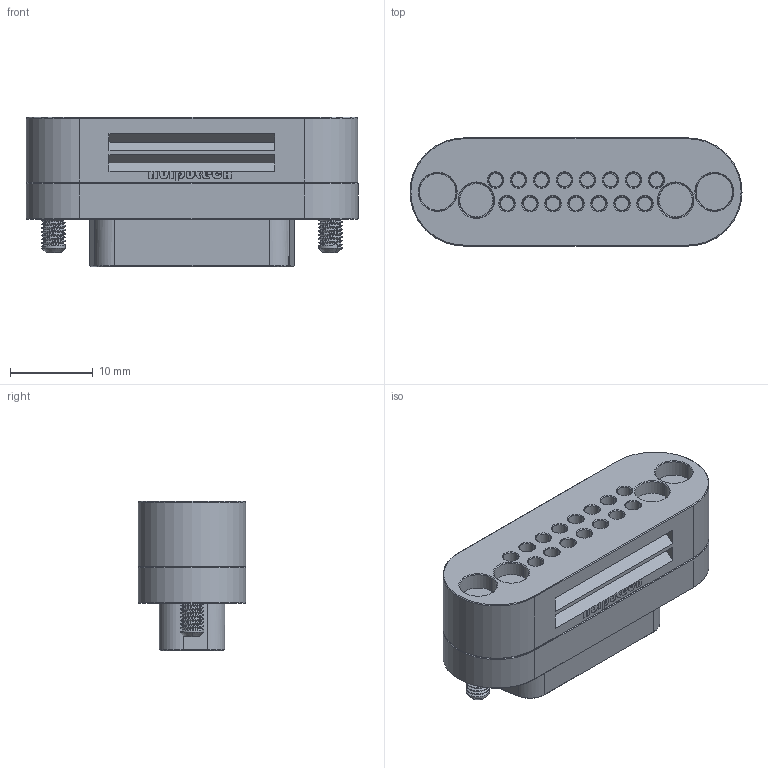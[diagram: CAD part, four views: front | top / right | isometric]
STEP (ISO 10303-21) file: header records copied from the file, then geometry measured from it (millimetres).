
FILE_DESCRIPTION (( 'STEP AP203' ), '1' );
FILE_NAME ('XF-D15.STEP', '2022-05-24T10:13:31', ( '' ), ( '' ), 'SwSTEP 2.0', 'SolidWorks 2020', '' );
FILE_SCHEMA (( 'CONFIG_CONTROL_DESIGN' ));
Length unit declared in the file: millimetre
Products named in the file (6): XF-D15-02; SCRW-M3; SCRW-UCN4-40; XF-D15-01; XF-D15; 厙劃陬渀
Assembly tree (21 placements, depth 2):
  XF-D15
    XF-D15-01
    XF-D15-02
    SCRW-UCN4-40  x2
    SCRW-M3  x2
    厙劃陬渀  x15
Bounding box: 40 x 13 x 18 mm (x, y, z)
Volume: 6403.3 mm3; surface area: 7497.7 mm2
Topology: 21 solids, 21 shells, 978 faces, 2422 edges, 1541 vertices
Faces by surface type: cylinder 505, plane 235, cone 218, bspline 20
Entity records: 25871 total; most frequent: CARTESIAN_POINT 12031, ORIENTED_EDGE 2766, DIRECTION 2633, EDGE_CURVE 1383, AXIS2_PLACEMENT_3D 1018, VERTEX_POINT 875, EDGE_LOOP 644, LINE 597
